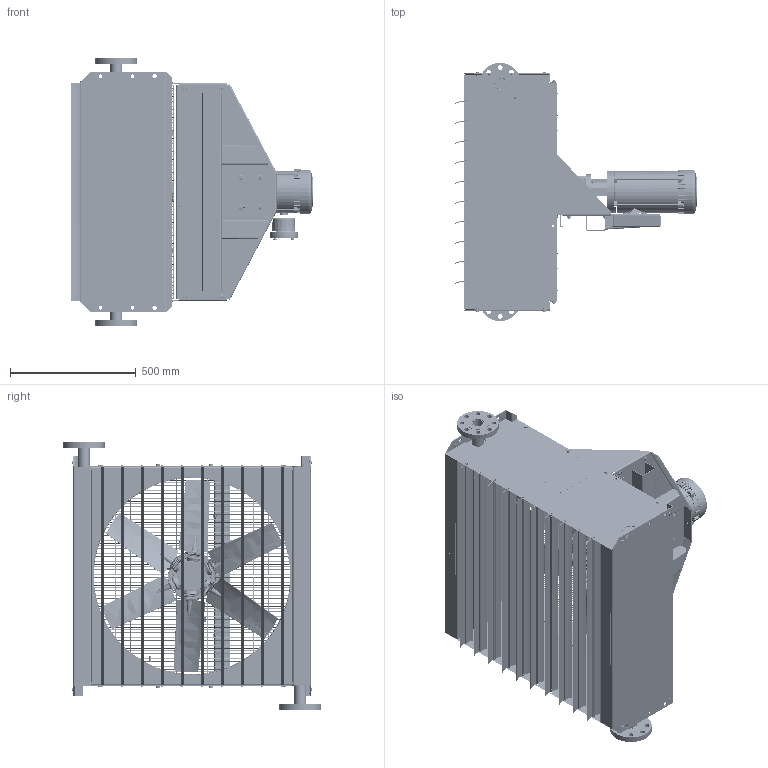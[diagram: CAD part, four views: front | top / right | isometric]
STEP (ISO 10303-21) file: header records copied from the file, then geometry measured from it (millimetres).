
FILE_DESCRIPTION (( 'STEP AP214' ), '1' );
FILE_NAME ('HHP2-30-GA-Class 3000 8 bolt flange.STEP', '2018-02-13T21:00:16', ( 'jose' ), ( 'Microsoft' ), 'SwSTEP 2.0', 'SolidWorks 2018', '' );
FILE_SCHEMA (( 'AUTOMOTIVE_DESIGN' ));
Length unit declared in the file: inch
Products named in the file (1): HHP2-30-GA-Class 3000 8 bolt flange
Bounding box: 964.2 x 1024.5 x 1065.66 mm (x, y, z)
Surface area: 9725201.8 mm2 (no closed solid volume)
Topology: 0 solids, 767 shells, 4052 faces, 14051 edges, 10186 vertices
Faces by surface type: cylinder 1674, plane 1165, torus 580, cone 440, bspline 187, sphere 6
Entity records: 236452 total; most frequent: CARTESIAN_POINT 65979, DIRECTION 25614, ORIENTED_EDGE 20588, EDGE_CURVE 14050, AXIS2_PLACEMENT_3D 10313, VERTEX_POINT 10186, CIRCLE 6447, VECTOR 4988
